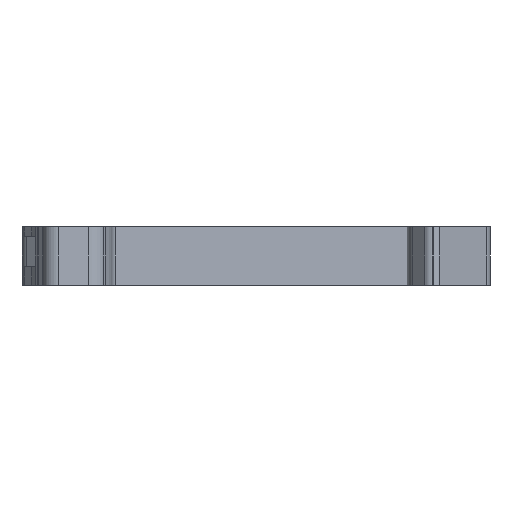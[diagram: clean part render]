
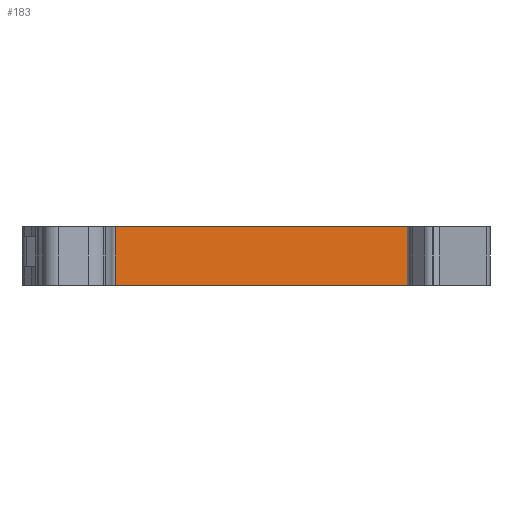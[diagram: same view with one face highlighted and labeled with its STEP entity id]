
A CAD part, front view. The second image highlights one B-rep face of the part: STEP entity #183.
In plain terms, the highlighted planar face has unit normal (0.122, -0.993, 0).
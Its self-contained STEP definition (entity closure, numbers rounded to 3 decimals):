
#183=ADVANCED_FACE('',(#525),#526,.T.);
#525=FACE_OUTER_BOUND('',#933,.T.);
#526=PLANE('',#934);
#933=EDGE_LOOP('',(#2313,#2314,#2315,#2316));
#934=AXIS2_PLACEMENT_3D('',#2317,#2318,#2319);
#2313=ORIENTED_EDGE('',*,*,#2992,.F.);
#2314=ORIENTED_EDGE('',*,*,#3281,.F.);
#2315=ORIENTED_EDGE('',*,*,#3045,.T.);
#2316=ORIENTED_EDGE('',*,*,#3282,.F.);
#2317=CARTESIAN_POINT('',(16.724,-8.644,0.35));
#2318=DIRECTION('',(0.122,-0.993,0.0));
#2319=DIRECTION('',(0.0,0.0,-1.0));
#2992=EDGE_CURVE('',#3722,#3724,#3725,.T.);
#3045=EDGE_CURVE('',#3817,#3815,#3818,.T.);
#3281=EDGE_CURVE('',#3817,#3722,#4186,.T.);
#3282=EDGE_CURVE('',#3724,#3815,#4187,.T.);
#3722=VERTEX_POINT('',#4815);
#3724=VERTEX_POINT('',#4818);
#3725=LINE('',#4819,#4820);
#3815=VERTEX_POINT('',#4928);
#3817=VERTEX_POINT('',#4930);
#3818=LINE('',#4931,#4932);
#4186=LINE('',#5503,#5504);
#4187=LINE('',#5505,#5506);
#4815=CARTESIAN_POINT('',(49.63,-4.604,-5.8));
#4818=CARTESIAN_POINT('',(16.724,-8.644,-5.8));
#4819=CARTESIAN_POINT('',(49.63,-4.604,-5.8));
#4820=VECTOR('',#6140,33.153);
#4928=CARTESIAN_POINT('',(16.724,-8.644,0.35));
#4930=CARTESIAN_POINT('',(49.63,-4.604,0.35));
#4931=CARTESIAN_POINT('',(49.63,-4.604,0.35));
#4932=VECTOR('',#6261,33.153);
#5503=CARTESIAN_POINT('',(49.63,-4.604,0.35));
#5504=VECTOR('',#6585,6.15);
#5505=CARTESIAN_POINT('',(16.724,-8.644,-5.8));
#5506=VECTOR('',#6586,6.15);
#6140=DIRECTION('',(-0.993,-0.122,0.0));
#6261=DIRECTION('',(-0.993,-0.122,0.0));
#6585=DIRECTION('',(0.0,0.0,-1.0));
#6586=DIRECTION('',(0.0,0.0,1.0));
